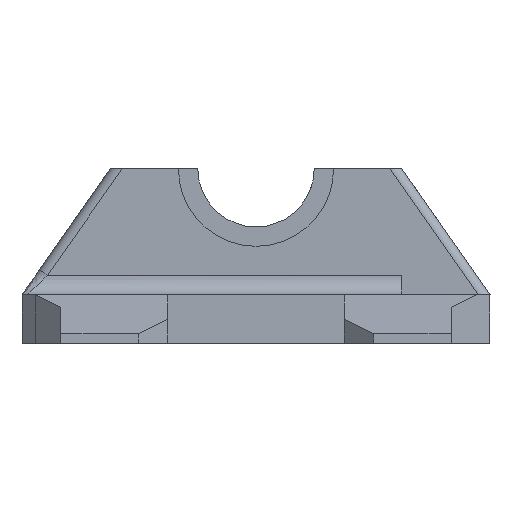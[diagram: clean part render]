
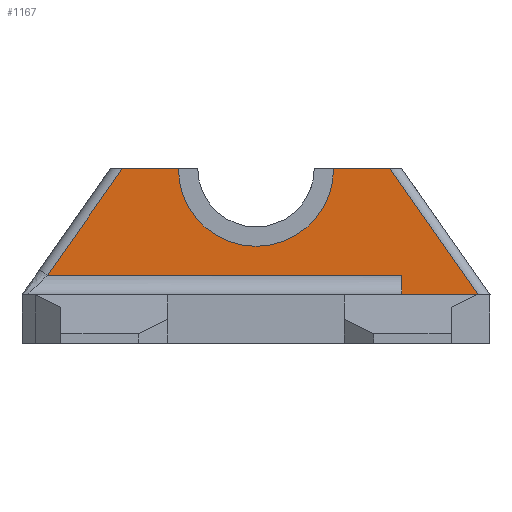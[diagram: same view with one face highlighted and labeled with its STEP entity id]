
A CAD part, front view. The second image highlights one B-rep face of the part: STEP entity #1167.
In plain terms, the highlighted planar face has unit normal (0, -1, 0).
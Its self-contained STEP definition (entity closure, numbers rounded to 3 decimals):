
#33 = VERTEX_POINT ( 'NONE', #1639 ) ;
#305 = CARTESIAN_POINT ( 'NONE',  ( 15., 6.63, 31.5 ) ) ;
#517 = VERTEX_POINT ( 'NONE', #2402 ) ;
#539 = EDGE_CURVE ( 'NONE', #4589, #4712, #4206, .T. ) ;
#550 = CARTESIAN_POINT ( 'NONE',  ( -24.115, 6.628, 18.5 ) ) ;
#573 = CARTESIAN_POINT ( 'NONE',  ( 13.779, 6.63, 31.5 ) ) ;
#584 = LINE ( 'NONE', #1001, #4877 ) ;
#588 = VECTOR ( 'NONE', #2688, 1000. ) ;
#733 = ORIENTED_EDGE ( 'NONE', *, *, #3688, .T. ) ;
#745 = CARTESIAN_POINT ( 'NONE',  ( 0., 6.629, 31.5 ) ) ;
#782 = VERTEX_POINT ( 'NONE', #1443 ) ;
#799 = VECTOR ( 'NONE', #914, 1000. ) ;
#888 = CARTESIAN_POINT ( 'NONE',  ( 22.894, 6.631, 18.5 ) ) ;
#911 = CARTESIAN_POINT ( 'NONE',  ( 0., 6.629, 31.5 ) ) ;
#914 = DIRECTION ( 'NONE',  ( -1., 0., 0. ) ) ;
#945 = ORIENTED_EDGE ( 'NONE', *, *, #1767, .F. ) ;
#994 = EDGE_CURVE ( 'NONE', #782, #2631, #584, .T. ) ;
#1001 = CARTESIAN_POINT ( 'NONE',  ( 15.017, 6.63, 20.5 ) ) ;
#1023 = CARTESIAN_POINT ( 'NONE',  ( 15.017, 6.63, 20.5 ) ) ;
#1167 = ADVANCED_FACE ( 'NONE', ( #1221 ), #4127, .F. ) ;
#1221 = FACE_OUTER_BOUND ( 'NONE', #1646, .T. ) ;
#1307 = VECTOR ( 'NONE', #2320, 1000. ) ;
#1325 = DIRECTION ( 'NONE',  ( -1., 0., 0. ) ) ;
#1434 = LINE ( 'NONE', #1023, #1307 ) ;
#1443 = CARTESIAN_POINT ( 'NONE',  ( -21.491, 6.628, 20.5 ) ) ;
#1482 = LINE ( 'NONE', #4755, #4628 ) ;
#1639 = CARTESIAN_POINT ( 'NONE',  ( 8., 6.63, 31.5 ) ) ;
#1646 = EDGE_LOOP ( 'NONE', ( #4691, #1748, #3996, #733, #945, #4343, #2174, #2904, #4830 ) ) ;
#1672 = VERTEX_POINT ( 'NONE', #2321 ) ;
#1701 = VERTEX_POINT ( 'NONE', #1900 ) ;
#1703 = VECTOR ( 'NONE', #3630, 1000. ) ;
#1748 = ORIENTED_EDGE ( 'NONE', *, *, #2332, .T. ) ;
#1761 = AXIS2_PLACEMENT_3D ( 'NONE', #911, #3832, #1325 ) ;
#1767 = EDGE_CURVE ( 'NONE', #517, #4407, #3828, .T. ) ;
#1900 = CARTESIAN_POINT ( 'NONE',  ( -13.779, 6.629, 31.5 ) ) ;
#2174 = ORIENTED_EDGE ( 'NONE', *, *, #539, .T. ) ;
#2210 = DIRECTION ( 'NONE',  ( 1., 0., 0. ) ) ;
#2292 = EDGE_CURVE ( 'NONE', #1701, #1672, #2920, .T. ) ;
#2320 = DIRECTION ( 'NONE',  ( 0., 0., -1. ) ) ;
#2321 = CARTESIAN_POINT ( 'NONE',  ( -8., 6.629, 31.5 ) ) ;
#2332 = EDGE_CURVE ( 'NONE', #1701, #782, #1482, .T. ) ;
#2402 = CARTESIAN_POINT ( 'NONE',  ( 18.927, 6.631, 18.5 ) ) ;
#2512 = EDGE_CURVE ( 'NONE', #33, #1672, #2609, .T. ) ;
#2609 = CIRCLE ( 'NONE', #1761, 8. ) ;
#2631 = VERTEX_POINT ( 'NONE', #2727 ) ;
#2688 = DIRECTION ( 'NONE',  ( 1., 0., 0. ) ) ;
#2727 = CARTESIAN_POINT ( 'NONE',  ( 15.017, 6.63, 20.5 ) ) ;
#2888 = DIRECTION ( 'NONE',  ( 0., 1., 0. ) ) ;
#2904 = ORIENTED_EDGE ( 'NONE', *, *, #3222, .F. ) ;
#2920 = LINE ( 'NONE', #5080, #588 ) ;
#3154 = VECTOR ( 'NONE', #4414, 1000. ) ;
#3164 = CARTESIAN_POINT ( 'NONE',  ( -24.115, 6.628, 18.5 ) ) ;
#3222 = EDGE_CURVE ( 'NONE', #33, #4712, #4912, .T. ) ;
#3410 = EDGE_CURVE ( 'NONE', #4589, #517, #5053, .T. ) ;
#3502 = DIRECTION ( 'NONE',  ( -0.574, 0., -0.819 ) ) ;
#3507 = AXIS2_PLACEMENT_3D ( 'NONE', #745, #2888, #5339 ) ;
#3630 = DIRECTION ( 'NONE',  ( 1., 0., 0. ) ) ;
#3646 = DIRECTION ( 'NONE',  ( -1., 0., 0. ) ) ;
#3688 = EDGE_CURVE ( 'NONE', #2631, #4407, #1434, .T. ) ;
#3828 = LINE ( 'NONE', #3164, #5018 ) ;
#3832 = DIRECTION ( 'NONE',  ( 0., 1., 0. ) ) ;
#3996 = ORIENTED_EDGE ( 'NONE', *, *, #994, .T. ) ;
#4127 = PLANE ( 'NONE',  #3507 ) ;
#4206 = LINE ( 'NONE', #4826, #3154 ) ;
#4343 = ORIENTED_EDGE ( 'NONE', *, *, #3410, .F. ) ;
#4407 = VERTEX_POINT ( 'NONE', #5356 ) ;
#4414 = DIRECTION ( 'NONE',  ( -0.574, 0., 0.819 ) ) ;
#4589 = VERTEX_POINT ( 'NONE', #888 ) ;
#4628 = VECTOR ( 'NONE', #3502, 1000. ) ;
#4691 = ORIENTED_EDGE ( 'NONE', *, *, #2292, .F. ) ;
#4712 = VERTEX_POINT ( 'NONE', #573 ) ;
#4755 = CARTESIAN_POINT ( 'NONE',  ( -21.894, 6.628, 19.926 ) ) ;
#4826 = CARTESIAN_POINT ( 'NONE',  ( 14.181, 6.63, 30.926 ) ) ;
#4830 = ORIENTED_EDGE ( 'NONE', *, *, #2512, .T. ) ;
#4877 = VECTOR ( 'NONE', #2210, 1000. ) ;
#4912 = LINE ( 'NONE', #305, #1703 ) ;
#5018 = VECTOR ( 'NONE', #3646, 1000. ) ;
#5053 = LINE ( 'NONE', #550, #799 ) ;
#5080 = CARTESIAN_POINT ( 'NONE',  ( -6., 6.629, 31.5 ) ) ;
#5339 = DIRECTION ( 'NONE',  ( -1., 0., 0. ) ) ;
#5356 = CARTESIAN_POINT ( 'NONE',  ( 15.017, 6.63, 18.5 ) ) ;
